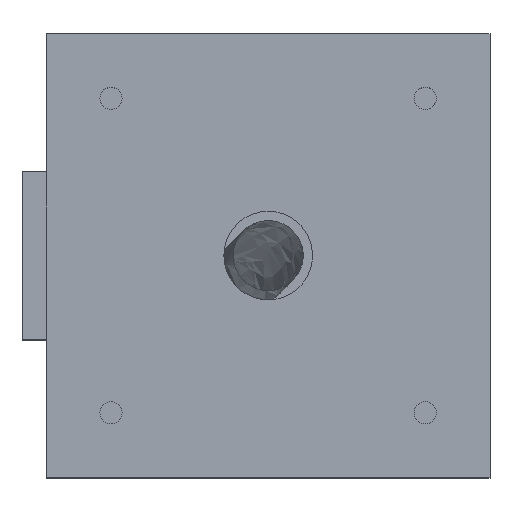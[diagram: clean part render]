
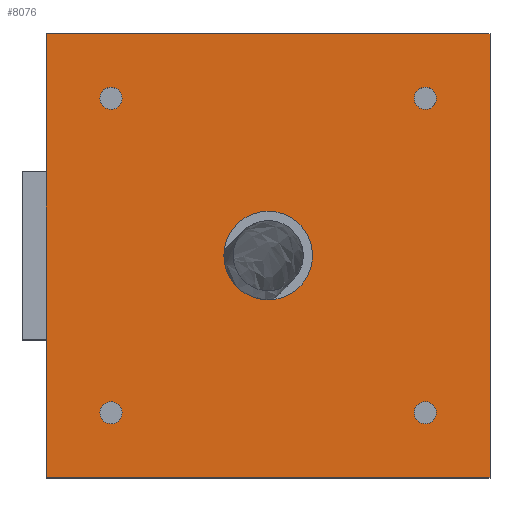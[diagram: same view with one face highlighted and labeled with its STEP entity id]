
A CAD part, top view. The second image highlights one B-rep face of the part: STEP entity #8076.
In plain terms, the highlighted planar face has unit normal (0, 0, 1).
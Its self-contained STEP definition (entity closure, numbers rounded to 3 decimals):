
#404=FACE_BOUND('',#3174,.T.);
#405=FACE_BOUND('',#3175,.T.);
#406=FACE_BOUND('',#3176,.T.);
#407=FACE_BOUND('',#3177,.T.);
#408=FACE_BOUND('',#3178,.T.);
#1218=LINE('',#13859,#1916);
#1238=LINE('',#13915,#1936);
#1240=LINE('',#13918,#1938);
#1241=LINE('',#13920,#1939);
#1916=VECTOR('',#11453,10.);
#1936=VECTOR('',#11509,10.);
#1938=VECTOR('',#11513,10.);
#1939=VECTOR('',#11516,10.);
#2543=FACE_OUTER_BOUND('',#3173,.T.);
#3173=EDGE_LOOP('',(#7037,#7038,#7039,#7040));
#3174=EDGE_LOOP('',(#7041));
#3175=EDGE_LOOP('',(#7042));
#3176=EDGE_LOOP('',(#7043));
#3177=EDGE_LOOP('',(#7044));
#3178=EDGE_LOOP('',(#7045));
#3521=CIRCLE('',#9339,10.);
#3523=CIRCLE('',#9350,2.5);
#3525=CIRCLE('',#9353,2.5);
#3527=CIRCLE('',#9356,2.5);
#3529=CIRCLE('',#9359,2.5);
#4127=VERTEX_POINT('',#13796);
#4149=VERTEX_POINT('',#13856);
#4150=VERTEX_POINT('',#13858);
#4155=VERTEX_POINT('',#13870);
#4157=VERTEX_POINT('',#13876);
#4159=VERTEX_POINT('',#13882);
#4161=VERTEX_POINT('',#13888);
#4167=VERTEX_POINT('',#13912);
#4168=VERTEX_POINT('',#13914);
#5084=EDGE_CURVE('',#4127,#4127,#3521,.T.);
#5115=EDGE_CURVE('',#4150,#4149,#1218,.T.);
#5121=EDGE_CURVE('',#4155,#4155,#3523,.T.);
#5124=EDGE_CURVE('',#4157,#4157,#3525,.T.);
#5127=EDGE_CURVE('',#4159,#4159,#3527,.T.);
#5130=EDGE_CURVE('',#4161,#4161,#3529,.T.);
#5143=EDGE_CURVE('',#4168,#4167,#1238,.T.);
#5145=EDGE_CURVE('',#4167,#4150,#1240,.T.);
#5146=EDGE_CURVE('',#4149,#4168,#1241,.T.);
#7037=ORIENTED_EDGE('',*,*,#5146,.T.);
#7038=ORIENTED_EDGE('',*,*,#5143,.T.);
#7039=ORIENTED_EDGE('',*,*,#5145,.T.);
#7040=ORIENTED_EDGE('',*,*,#5115,.T.);
#7041=ORIENTED_EDGE('',*,*,#5084,.T.);
#7042=ORIENTED_EDGE('',*,*,#5121,.T.);
#7043=ORIENTED_EDGE('',*,*,#5124,.T.);
#7044=ORIENTED_EDGE('',*,*,#5127,.T.);
#7045=ORIENTED_EDGE('',*,*,#5130,.T.);
#7644=PLANE('',#9369);
#8076=ADVANCED_FACE('',(#2543,#404,#405,#406,#407,#408),#7644,.T.);
#9339=AXIS2_PLACEMENT_3D('',#13797,#11404,#11405);
#9350=AXIS2_PLACEMENT_3D('',#13871,#11461,#11462);
#9353=AXIS2_PLACEMENT_3D('',#13877,#11468,#11469);
#9356=AXIS2_PLACEMENT_3D('',#13883,#11475,#11476);
#9359=AXIS2_PLACEMENT_3D('',#13889,#11482,#11483);
#9369=AXIS2_PLACEMENT_3D('',#13921,#11517,#11518);
#11404=DIRECTION('center_axis',(0.,0.,-1.));
#11405=DIRECTION('ref_axis',(-1.,0.,0.));
#11453=DIRECTION('',(0.,-1.,0.));
#11461=DIRECTION('center_axis',(0.,0.,-1.));
#11462=DIRECTION('ref_axis',(-1.,0.,0.));
#11468=DIRECTION('center_axis',(0.,0.,-1.));
#11469=DIRECTION('ref_axis',(-1.,0.,0.));
#11475=DIRECTION('center_axis',(0.,0.,-1.));
#11476=DIRECTION('ref_axis',(-1.,0.,0.));
#11482=DIRECTION('center_axis',(0.,0.,-1.));
#11483=DIRECTION('ref_axis',(-1.,0.,0.));
#11509=DIRECTION('',(0.,1.,0.));
#11513=DIRECTION('',(-1.,0.,0.));
#11516=DIRECTION('',(1.,0.,0.));
#11517=DIRECTION('center_axis',(0.,0.,1.));
#11518=DIRECTION('ref_axis',(-1.,0.,0.));
#13796=CARTESIAN_POINT('',(10.,0.,112.));
#13797=CARTESIAN_POINT('Origin',(0.,0.,112.));
#13856=CARTESIAN_POINT('',(-50.,-50.,112.));
#13858=CARTESIAN_POINT('',(-50.,50.,112.));
#13859=CARTESIAN_POINT('',(-50.,50.,112.));
#13870=CARTESIAN_POINT('',(37.929,35.429,112.));
#13871=CARTESIAN_POINT('Origin',(35.429,35.429,112.));
#13876=CARTESIAN_POINT('',(37.929,-35.429,112.));
#13877=CARTESIAN_POINT('Origin',(35.429,-35.429,112.));
#13882=CARTESIAN_POINT('',(-32.929,35.429,112.));
#13883=CARTESIAN_POINT('Origin',(-35.429,35.429,112.));
#13888=CARTESIAN_POINT('',(-32.929,-35.429,112.));
#13889=CARTESIAN_POINT('Origin',(-35.429,-35.429,112.));
#13912=CARTESIAN_POINT('',(50.,50.,112.));
#13914=CARTESIAN_POINT('',(50.,-50.,112.));
#13915=CARTESIAN_POINT('',(50.,-50.,112.));
#13918=CARTESIAN_POINT('',(50.,50.,112.));
#13920=CARTESIAN_POINT('',(-50.,-50.,112.));
#13921=CARTESIAN_POINT('Origin',(0.,0.,112.));
